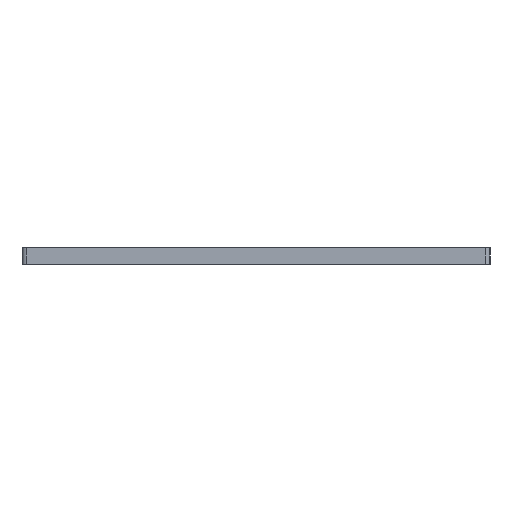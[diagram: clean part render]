
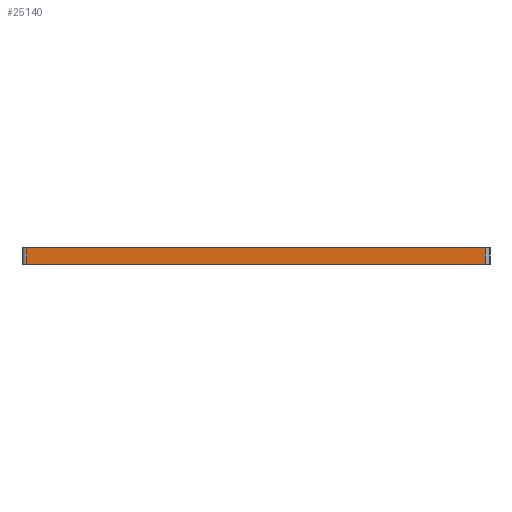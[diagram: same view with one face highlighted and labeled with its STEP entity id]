
A CAD part, left-side view. The second image highlights one B-rep face of the part: STEP entity #25140.
In plain terms, the highlighted planar face has unit normal (-1, 0, 0).
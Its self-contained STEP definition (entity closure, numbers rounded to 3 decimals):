
#44 = PLANE('',#45);
#45 = AXIS2_PLACEMENT_3D('',#46,#47,#48);
#46 = CARTESIAN_POINT('',(168.619,74.376,0.));
#47 = DIRECTION('',(0.,0.,1.));
#48 = DIRECTION('',(1.,0.,0.));
#100 = PLANE('',#101);
#101 = AXIS2_PLACEMENT_3D('',#102,#103,#104);
#102 = CARTESIAN_POINT('',(168.619,74.376,5.));
#103 = DIRECTION('',(0.,0.,1.));
#104 = DIRECTION('',(1.,0.,0.));
#195 = VERTEX_POINT('',#196);
#196 = CARTESIAN_POINT('',(3.47,143.421,0.));
#215 = CYLINDRICAL_SURFACE('',#216,1.5);
#216 = AXIS2_PLACEMENT_3D('',#217,#218,#219);
#217 = CARTESIAN_POINT('',(4.97,143.421,0.));
#218 = DIRECTION('',(0.,0.,1.));
#219 = DIRECTION('',(-1.,0.,0.));
#227 = EDGE_CURVE('',#228,#195,#230,.T.);
#228 = VERTEX_POINT('',#229);
#229 = CARTESIAN_POINT('',(3.47,4.921,0.));
#230 = SURFACE_CURVE('',#231,(#235,#242),.PCURVE_S1.);
#231 = LINE('',#232,#233);
#232 = CARTESIAN_POINT('',(3.47,3.421,0.));
#233 = VECTOR('',#234,1.);
#234 = DIRECTION('',(0.,1.,0.));
#235 = PCURVE('',#44,#236);
#236 = DEFINITIONAL_REPRESENTATION('',(#237),#241);
#237 = LINE('',#238,#239);
#238 = CARTESIAN_POINT('',(-165.149,-70.955));
#239 = VECTOR('',#240,1.);
#240 = DIRECTION('',(0.,1.));
#241 = ( GEOMETRIC_REPRESENTATION_CONTEXT(2) 
PARAMETRIC_REPRESENTATION_CONTEXT() REPRESENTATION_CONTEXT('2D SPACE',''
  ) );
#242 = PCURVE('',#243,#248);
#243 = PLANE('',#244);
#244 = AXIS2_PLACEMENT_3D('',#245,#246,#247);
#245 = CARTESIAN_POINT('',(3.47,3.421,0.));
#246 = DIRECTION('',(-1.,0.,0.));
#247 = DIRECTION('',(0.,1.,0.));
#248 = DEFINITIONAL_REPRESENTATION('',(#249),#253);
#249 = LINE('',#250,#251);
#250 = CARTESIAN_POINT('',(0.,0.));
#251 = VECTOR('',#252,1.);
#252 = DIRECTION('',(1.,0.));
#253 = ( GEOMETRIC_REPRESENTATION_CONTEXT(2) 
PARAMETRIC_REPRESENTATION_CONTEXT() REPRESENTATION_CONTEXT('2D SPACE',''
  ) );
#276 = CYLINDRICAL_SURFACE('',#277,1.5);
#277 = AXIS2_PLACEMENT_3D('',#278,#279,#280);
#278 = CARTESIAN_POINT('',(4.97,4.921,0.));
#279 = DIRECTION('',(0.,0.,1.));
#280 = DIRECTION('',(0.,-1.,0.));
#12429 = VERTEX_POINT('',#12430);
#12430 = CARTESIAN_POINT('',(3.47,143.421,5.));
#12456 = EDGE_CURVE('',#12457,#12429,#12459,.T.);
#12457 = VERTEX_POINT('',#12458);
#12458 = CARTESIAN_POINT('',(3.47,4.921,5.));
#12459 = SURFACE_CURVE('',#12460,(#12464,#12471),.PCURVE_S1.);
#12460 = LINE('',#12461,#12462);
#12461 = CARTESIAN_POINT('',(3.47,3.421,5.));
#12462 = VECTOR('',#12463,1.);
#12463 = DIRECTION('',(0.,1.,0.));
#12464 = PCURVE('',#100,#12465);
#12465 = DEFINITIONAL_REPRESENTATION('',(#12466),#12470);
#12466 = LINE('',#12467,#12468);
#12467 = CARTESIAN_POINT('',(-165.149,-70.955));
#12468 = VECTOR('',#12469,1.);
#12469 = DIRECTION('',(0.,1.));
#12470 = ( GEOMETRIC_REPRESENTATION_CONTEXT(2) 
PARAMETRIC_REPRESENTATION_CONTEXT() REPRESENTATION_CONTEXT('2D SPACE',''
  ) );
#12471 = PCURVE('',#243,#12472);
#12472 = DEFINITIONAL_REPRESENTATION('',(#12473),#12477);
#12473 = LINE('',#12474,#12475);
#12474 = CARTESIAN_POINT('',(0.,-5.));
#12475 = VECTOR('',#12476,1.);
#12476 = DIRECTION('',(1.,0.));
#12477 = ( GEOMETRIC_REPRESENTATION_CONTEXT(2) 
PARAMETRIC_REPRESENTATION_CONTEXT() REPRESENTATION_CONTEXT('2D SPACE',''
  ) );
#25093 = EDGE_CURVE('',#195,#12429,#25094,.T.);
#25094 = SURFACE_CURVE('',#25095,(#25099,#25106),.PCURVE_S1.);
#25095 = LINE('',#25096,#25097);
#25096 = CARTESIAN_POINT('',(3.47,143.421,0.));
#25097 = VECTOR('',#25098,1.);
#25098 = DIRECTION('',(0.,0.,1.));
#25099 = PCURVE('',#215,#25100);
#25100 = DEFINITIONAL_REPRESENTATION('',(#25101),#25105);
#25101 = LINE('',#25102,#25103);
#25102 = CARTESIAN_POINT('',(-0.,0.));
#25103 = VECTOR('',#25104,1.);
#25104 = DIRECTION('',(-0.,1.));
#25105 = ( GEOMETRIC_REPRESENTATION_CONTEXT(2) 
PARAMETRIC_REPRESENTATION_CONTEXT() REPRESENTATION_CONTEXT('2D SPACE',''
  ) );
#25106 = PCURVE('',#243,#25107);
#25107 = DEFINITIONAL_REPRESENTATION('',(#25108),#25112);
#25108 = LINE('',#25109,#25110);
#25109 = CARTESIAN_POINT('',(140.,0.));
#25110 = VECTOR('',#25111,1.);
#25111 = DIRECTION('',(0.,-1.));
#25112 = ( GEOMETRIC_REPRESENTATION_CONTEXT(2) 
PARAMETRIC_REPRESENTATION_CONTEXT() REPRESENTATION_CONTEXT('2D SPACE',''
  ) );
#25140 = ADVANCED_FACE('',(#25141),#243,.T.);
#25141 = FACE_BOUND('',#25142,.T.);
#25142 = EDGE_LOOP('',(#25143,#25144,#25165,#25166));
#25143 = ORIENTED_EDGE('',*,*,#227,.F.);
#25144 = ORIENTED_EDGE('',*,*,#25145,.T.);
#25145 = EDGE_CURVE('',#228,#12457,#25146,.T.);
#25146 = SURFACE_CURVE('',#25147,(#25151,#25158),.PCURVE_S1.);
#25147 = LINE('',#25148,#25149);
#25148 = CARTESIAN_POINT('',(3.47,4.921,0.));
#25149 = VECTOR('',#25150,1.);
#25150 = DIRECTION('',(0.,0.,1.));
#25151 = PCURVE('',#243,#25152);
#25152 = DEFINITIONAL_REPRESENTATION('',(#25153),#25157);
#25153 = LINE('',#25154,#25155);
#25154 = CARTESIAN_POINT('',(1.5,0.));
#25155 = VECTOR('',#25156,1.);
#25156 = DIRECTION('',(0.,-1.));
#25157 = ( GEOMETRIC_REPRESENTATION_CONTEXT(2) 
PARAMETRIC_REPRESENTATION_CONTEXT() REPRESENTATION_CONTEXT('2D SPACE',''
  ) );
#25158 = PCURVE('',#276,#25159);
#25159 = DEFINITIONAL_REPRESENTATION('',(#25160),#25164);
#25160 = LINE('',#25161,#25162);
#25161 = CARTESIAN_POINT('',(-1.571,0.));
#25162 = VECTOR('',#25163,1.);
#25163 = DIRECTION('',(-0.,1.));
#25164 = ( GEOMETRIC_REPRESENTATION_CONTEXT(2) 
PARAMETRIC_REPRESENTATION_CONTEXT() REPRESENTATION_CONTEXT('2D SPACE',''
  ) );
#25165 = ORIENTED_EDGE('',*,*,#12456,.T.);
#25166 = ORIENTED_EDGE('',*,*,#25093,.F.);
